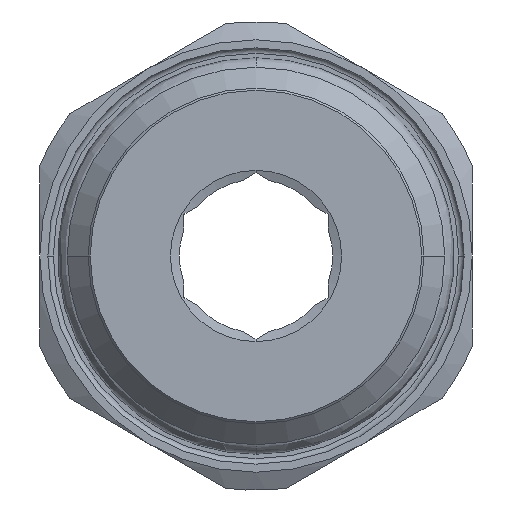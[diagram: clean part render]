
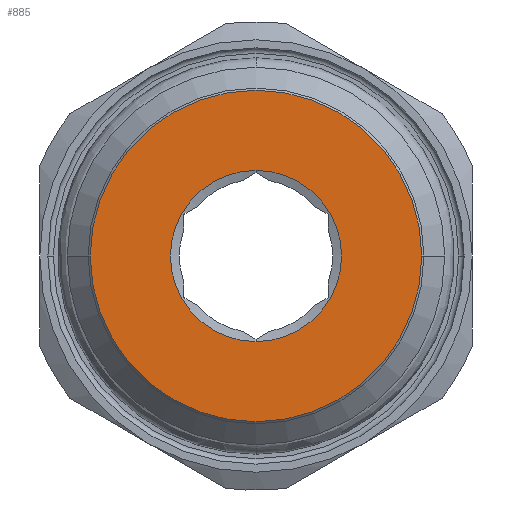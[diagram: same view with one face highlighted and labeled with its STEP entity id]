
A CAD part, front view. The second image highlights one B-rep face of the part: STEP entity #885.
In plain terms, the highlighted planar face has unit normal (0, -1, 0).
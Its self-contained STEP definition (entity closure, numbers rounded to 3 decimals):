
#885=ADVANCED_FACE('',(#2349,#2350),#2351,.T.);
#2349=FACE_OUTER_BOUND('',#6315,.T.);
#2350=FACE_BOUND('',#6316,.T.);
#2351=PLANE('',#6317);
#6315=EDGE_LOOP('',(#11733,#11734));
#6316=EDGE_LOOP('',(#11735,#11736));
#6317=AXIS2_PLACEMENT_3D('',#11737,#11738,#11739);
#11733=ORIENTED_EDGE('',*,*,#13962,.F.);
#11734=ORIENTED_EDGE('',*,*,#13963,.F.);
#11735=ORIENTED_EDGE('',*,*,#13961,.T.);
#11736=ORIENTED_EDGE('',*,*,#13955,.T.);
#11737=CARTESIAN_POINT('',(0.0,-7.23,0.0));
#11738=DIRECTION('',(0.0,-1.0,0.0));
#11739=DIRECTION('',(0.0,0.0,-1.0));
#13955=EDGE_CURVE('',#16946,#16944,#16947,.T.);
#13961=EDGE_CURVE('',#16944,#16946,#16953,.T.);
#13962=EDGE_CURVE('',#16954,#16955,#16956,.T.);
#13963=EDGE_CURVE('',#16955,#16954,#16957,.T.);
#16944=VERTEX_POINT('',#22485);
#16946=VERTEX_POINT('',#22488);
#16947=CIRCLE('',#22489,4.75);
#16953=CIRCLE('',#22512,4.75);
#16954=VERTEX_POINT('',#22513);
#16955=VERTEX_POINT('',#22514);
#16956=CIRCLE('',#22515,9.2);
#16957=CIRCLE('',#22516,9.2);
#22485=CARTESIAN_POINT('',(0.0,-7.23,4.75));
#22488=CARTESIAN_POINT('',(0.0,-7.23,-4.75));
#22489=AXIS2_PLACEMENT_3D('',#25389,#25390,#25391);
#22512=AXIS2_PLACEMENT_3D('',#25393,#25394,#25395);
#22513=CARTESIAN_POINT('',(9.2,-7.23,0.0));
#22514=CARTESIAN_POINT('',(-9.2,-7.23,0.0));
#22515=AXIS2_PLACEMENT_3D('',#25396,#25397,#25398);
#22516=AXIS2_PLACEMENT_3D('',#25399,#25400,#25401);
#25389=CARTESIAN_POINT('',(0.0,-7.23,0.0));
#25390=DIRECTION('',(0.0,1.0,0.0));
#25391=DIRECTION('',(0.0,0.0,-1.0));
#25393=CARTESIAN_POINT('',(0.0,-7.23,0.0));
#25394=DIRECTION('',(0.0,1.0,0.0));
#25395=DIRECTION('',(0.0,0.0,1.0));
#25396=CARTESIAN_POINT('',(0.0,-7.23,0.0));
#25397=DIRECTION('',(-0.0,1.0,0.0));
#25398=DIRECTION('',(1.0,0.0,0.0));
#25399=CARTESIAN_POINT('',(0.0,-7.23,0.0));
#25400=DIRECTION('',(0.0,1.0,0.0));
#25401=DIRECTION('',(-1.0,0.0,0.0));
